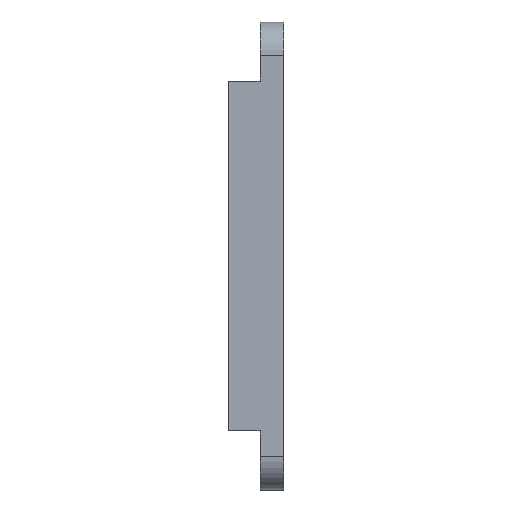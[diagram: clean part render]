
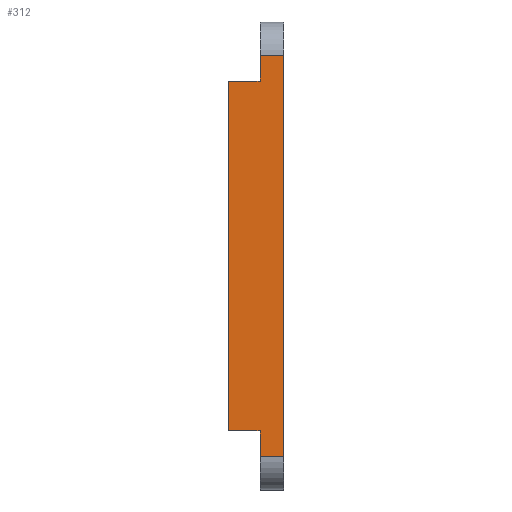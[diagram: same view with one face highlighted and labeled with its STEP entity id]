
A CAD part, left-side view. The second image highlights one B-rep face of the part: STEP entity #312.
In plain terms, the highlighted planar face has unit normal (-1, 0, 0).
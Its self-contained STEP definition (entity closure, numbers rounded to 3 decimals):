
#6 = PLANE ( 'NONE',  #821 ) ;
#9 = VECTOR ( 'NONE', #58, 1000. ) ;
#34 = DIRECTION ( 'NONE',  ( -1., 0., 0. ) ) ;
#36 = DIRECTION ( 'NONE',  ( 0., 1., 0. ) ) ;
#42 = LINE ( 'NONE', #107, #246 ) ;
#58 = DIRECTION ( 'NONE',  ( 0., 0., 1. ) ) ;
#93 = CARTESIAN_POINT ( 'NONE',  ( -26., 3.5, 29.5 ) ) ;
#107 = CARTESIAN_POINT ( 'NONE',  ( -26., 3.5, -25.8 ) ) ;
#129 = DIRECTION ( 'NONE',  ( 0., 0., 1. ) ) ;
#153 = EDGE_CURVE ( 'NONE', #551, #968, #958, .T. ) ;
#190 = LINE ( 'NONE', #441, #1001 ) ;
#195 = CARTESIAN_POINT ( 'NONE',  ( -26., 3.5, -29.5 ) ) ;
#214 = LINE ( 'NONE', #971, #609 ) ;
#221 = EDGE_CURVE ( 'NONE', #356, #877, #790, .T. ) ;
#222 = EDGE_CURVE ( 'NONE', #551, #565, #190, .T. ) ;
#231 = VECTOR ( 'NONE', #636, 1000. ) ;
#235 = CARTESIAN_POINT ( 'NONE',  ( -26., 3.5, -34.5 ) ) ;
#239 = VERTEX_POINT ( 'NONE', #93 ) ;
#246 = VECTOR ( 'NONE', #907, 1000. ) ;
#268 = CARTESIAN_POINT ( 'NONE',  ( -26., 3.5, 25.8 ) ) ;
#285 = EDGE_LOOP ( 'NONE', ( #949, #814, #426, #331, #634, #982, #714, #526 ) ) ;
#288 = EDGE_CURVE ( 'NONE', #640, #239, #379, .T. ) ;
#312 = ADVANCED_FACE ( 'NONE', ( #882 ), #6, .T. ) ;
#320 = EDGE_CURVE ( 'NONE', #640, #565, #214, .T. ) ;
#331 = ORIENTED_EDGE ( 'NONE', *, *, #288, .T. ) ;
#356 = VERTEX_POINT ( 'NONE', #268 ) ;
#379 = LINE ( 'NONE', #658, #568 ) ;
#423 = LINE ( 'NONE', #486, #231 ) ;
#426 = ORIENTED_EDGE ( 'NONE', *, *, #320, .F. ) ;
#441 = CARTESIAN_POINT ( 'NONE',  ( -26., 0., -29.5 ) ) ;
#486 = CARTESIAN_POINT ( 'NONE',  ( -26., 3.5, 34.5 ) ) ;
#501 = CARTESIAN_POINT ( 'NONE',  ( -26., 0., -29.5 ) ) ;
#526 = ORIENTED_EDGE ( 'NONE', *, *, #794, .F. ) ;
#551 = VERTEX_POINT ( 'NONE', #195 ) ;
#565 = VERTEX_POINT ( 'NONE', #501 ) ;
#568 = VECTOR ( 'NONE', #36, 1000. ) ;
#609 = VECTOR ( 'NONE', #773, 1000. ) ;
#619 = CARTESIAN_POINT ( 'NONE',  ( -26., 8.2, -25.8 ) ) ;
#634 = ORIENTED_EDGE ( 'NONE', *, *, #846, .F. ) ;
#636 = DIRECTION ( 'NONE',  ( 0., 0., 1. ) ) ;
#640 = VERTEX_POINT ( 'NONE', #698 ) ;
#658 = CARTESIAN_POINT ( 'NONE',  ( -26., 5.3, 29.5 ) ) ;
#693 = CARTESIAN_POINT ( 'NONE',  ( -26., 3.5, -25.8 ) ) ;
#698 = CARTESIAN_POINT ( 'NONE',  ( -26., 0., 29.5 ) ) ;
#711 = EDGE_CURVE ( 'NONE', #947, #877, #771, .T. ) ;
#714 = ORIENTED_EDGE ( 'NONE', *, *, #711, .F. ) ;
#721 = VECTOR ( 'NONE', #129, 1000. ) ;
#771 = LINE ( 'NONE', #1027, #721 ) ;
#773 = DIRECTION ( 'NONE',  ( 0., 0., -1. ) ) ;
#790 = LINE ( 'NONE', #930, #1049 ) ;
#794 = EDGE_CURVE ( 'NONE', #968, #947, #42, .T. ) ;
#814 = ORIENTED_EDGE ( 'NONE', *, *, #222, .T. ) ;
#821 = AXIS2_PLACEMENT_3D ( 'NONE', #956, #34, #1025 ) ;
#841 = DIRECTION ( 'NONE',  ( 0., 1., 0. ) ) ;
#846 = EDGE_CURVE ( 'NONE', #356, #239, #423, .T. ) ;
#877 = VERTEX_POINT ( 'NONE', #910 ) ;
#882 = FACE_OUTER_BOUND ( 'NONE', #285, .T. ) ;
#907 = DIRECTION ( 'NONE',  ( 0., 1., 0. ) ) ;
#910 = CARTESIAN_POINT ( 'NONE',  ( -26., 8.2, 25.8 ) ) ;
#930 = CARTESIAN_POINT ( 'NONE',  ( -26., 3.5, 25.8 ) ) ;
#933 = DIRECTION ( 'NONE',  ( 0., -1., 0. ) ) ;
#947 = VERTEX_POINT ( 'NONE', #619 ) ;
#949 = ORIENTED_EDGE ( 'NONE', *, *, #153, .F. ) ;
#956 = CARTESIAN_POINT ( 'NONE',  ( -26., 5.3, 34.5 ) ) ;
#958 = LINE ( 'NONE', #235, #9 ) ;
#968 = VERTEX_POINT ( 'NONE', #693 ) ;
#971 = CARTESIAN_POINT ( 'NONE',  ( -26., 0., 34.5 ) ) ;
#982 = ORIENTED_EDGE ( 'NONE', *, *, #221, .T. ) ;
#1001 = VECTOR ( 'NONE', #933, 1000. ) ;
#1025 = DIRECTION ( 'NONE',  ( 0., 0., 1. ) ) ;
#1027 = CARTESIAN_POINT ( 'NONE',  ( -26., 8.2, 25.8 ) ) ;
#1049 = VECTOR ( 'NONE', #841, 1000. ) ;
